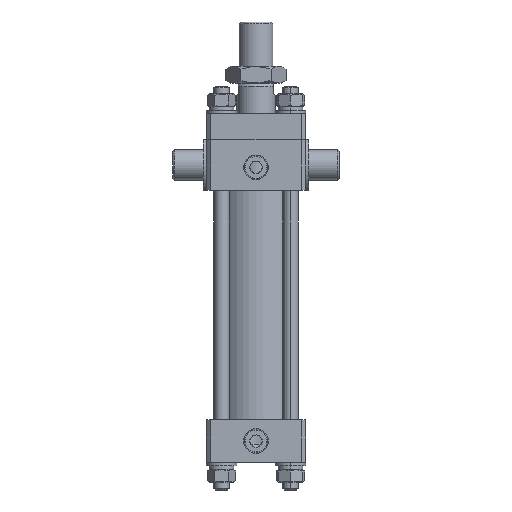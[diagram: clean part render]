
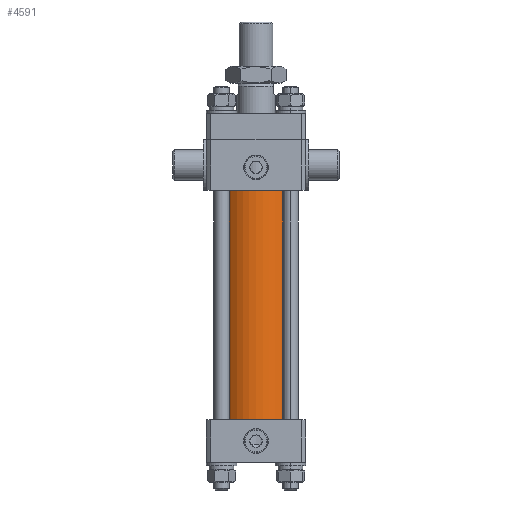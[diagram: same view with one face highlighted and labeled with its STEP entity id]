
A CAD part, front view. The second image highlights one B-rep face of the part: STEP entity #4591.
In plain terms, the highlighted cylindrical face has radius 25 mm (diameter 50 mm), a partial arc.
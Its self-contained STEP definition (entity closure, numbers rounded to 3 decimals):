
#461 = DIRECTION ( 'NONE',  ( 0., 0., -1. ) ) ;
#465 = DIRECTION ( 'NONE',  ( 0., 0., -1. ) ) ;
#466 = CARTESIAN_POINT ( 'NONE',  ( 25., 0., 150. ) ) ;
#470 = CARTESIAN_POINT ( 'NONE',  ( -25., 0., 150. ) ) ;
#477 = CARTESIAN_POINT ( 'NONE',  ( 0., 0., 150. ) ) ;
#478 = DIRECTION ( 'NONE',  ( 0., 0., 1. ) ) ;
#479 = DIRECTION ( 'NONE',  ( 1., 0., 0. ) ) ;
#485 = CARTESIAN_POINT ( 'NONE',  ( 0., 0., 0. ) ) ;
#486 = DIRECTION ( 'NONE',  ( 0., 0., 1. ) ) ;
#487 = DIRECTION ( 'NONE',  ( 1., 0., 0. ) ) ;
#2886 = LINE ( 'NONE', #466, #2894 ) ;
#2894 = VECTOR ( 'NONE', #461, 1000. ) ;
#2895 = LINE ( 'NONE', #470, #2897 ) ;
#2897 = VECTOR ( 'NONE', #465, 1000. ) ;
#2898 = CIRCLE ( 'NONE', #3726, 25. ) ;
#2900 = CIRCLE ( 'NONE', #3728, 25. ) ;
#3232 = ORIENTED_EDGE ( 'NONE', *, *, #4222, .F. ) ;
#3233 = ORIENTED_EDGE ( 'NONE', *, *, #4226, .F. ) ;
#3234 = ORIENTED_EDGE ( 'NONE', *, *, #4224, .T. ) ;
#3235 = ORIENTED_EDGE ( 'NONE', *, *, #4228, .T. ) ;
#3726 = AXIS2_PLACEMENT_3D ( 'NONE', #477, #478, #479 ) ;
#3728 = AXIS2_PLACEMENT_3D ( 'NONE', #485, #486, #487 ) ;
#3919 = AXIS2_PLACEMENT_3D ( 'NONE', #6454, #6453, #6450 ) ;
#4222 = EDGE_CURVE ( 'NONE', #8284, #8232, #2886, .T. ) ;
#4224 = EDGE_CURVE ( 'NONE', #8286, #8366, #2895, .T. ) ;
#4226 = EDGE_CURVE ( 'NONE', #8286, #8284, #2898, .T. ) ;
#4228 = EDGE_CURVE ( 'NONE', #8366, #8232, #2900, .T. ) ;
#4591 = ADVANCED_FACE ( 'NONE', ( #5666 ), #5670, .T. ) ;
#5666 = FACE_OUTER_BOUND ( 'NONE', #8473, .T. ) ;
#5670 = CYLINDRICAL_SURFACE ( 'NONE', #3919, 25. ) ;
#6450 = DIRECTION ( 'NONE',  ( -1., 0., 0. ) ) ;
#6453 = DIRECTION ( 'NONE',  ( 0., 0., -1. ) ) ;
#6454 = CARTESIAN_POINT ( 'NONE',  ( 0., 0., 150. ) ) ;
#7213 = CARTESIAN_POINT ( 'NONE',  ( 25., 0., 0. ) ) ;
#7235 = CARTESIAN_POINT ( 'NONE',  ( 25., 0., 150. ) ) ;
#7237 = CARTESIAN_POINT ( 'NONE',  ( -25., 0., 150. ) ) ;
#7280 = CARTESIAN_POINT ( 'NONE',  ( -25., 0., 0. ) ) ;
#8232 = VERTEX_POINT ( 'NONE', #7213 ) ;
#8284 = VERTEX_POINT ( 'NONE', #7235 ) ;
#8286 = VERTEX_POINT ( 'NONE', #7237 ) ;
#8366 = VERTEX_POINT ( 'NONE', #7280 ) ;
#8473 = EDGE_LOOP ( 'NONE', ( #3232, #3233, #3234, #3235 ) ) ;
